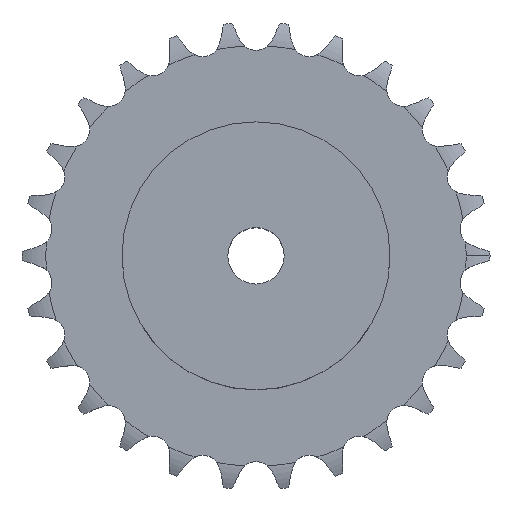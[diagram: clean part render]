
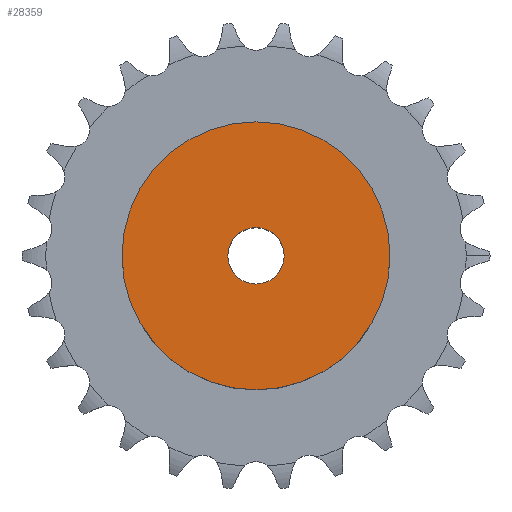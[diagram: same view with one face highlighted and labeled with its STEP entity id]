
A CAD part, top view. The second image highlights one B-rep face of the part: STEP entity #28359.
In plain terms, the highlighted planar face has unit normal (0, 0, 1).
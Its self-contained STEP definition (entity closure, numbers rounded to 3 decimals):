
#3516 = CYLINDRICAL_SURFACE('',#3517,47.5);
#3517 = AXIS2_PLACEMENT_3D('',#3518,#3519,#3520);
#3518 = CARTESIAN_POINT('',(0.,0.,0.));
#3519 = DIRECTION('',(-0.,-0.,-1.));
#3520 = DIRECTION('',(1.,0.,0.));
#17950 = VERTEX_POINT('',#17951);
#17951 = CARTESIAN_POINT('',(47.5,0.,40.));
#17972 = EDGE_CURVE('',#17950,#17950,#17973,.T.);
#17973 = SURFACE_CURVE('',#17974,(#17979,#17986),.PCURVE_S1.);
#17974 = CIRCLE('',#17975,47.5);
#17975 = AXIS2_PLACEMENT_3D('',#17976,#17977,#17978);
#17976 = CARTESIAN_POINT('',(0.,0.,40.));
#17977 = DIRECTION('',(0.,0.,1.));
#17978 = DIRECTION('',(1.,0.,0.));
#17979 = PCURVE('',#3516,#17980);
#17980 = DEFINITIONAL_REPRESENTATION('',(#17981),#17985);
#17981 = LINE('',#17982,#17983);
#17982 = CARTESIAN_POINT('',(-0.,-40.));
#17983 = VECTOR('',#17984,1.);
#17984 = DIRECTION('',(-1.,0.));
#17985 = ( GEOMETRIC_REPRESENTATION_CONTEXT(2) 
PARAMETRIC_REPRESENTATION_CONTEXT() REPRESENTATION_CONTEXT('2D SPACE',''
  ) );
#17986 = PCURVE('',#17987,#17992);
#17987 = PLANE('',#17988);
#17988 = AXIS2_PLACEMENT_3D('',#17989,#17990,#17991);
#17989 = CARTESIAN_POINT('',(0.,0.,40.)
  );
#17990 = DIRECTION('',(0.,0.,1.));
#17991 = DIRECTION('',(1.,0.,0.));
#17992 = DEFINITIONAL_REPRESENTATION('',(#17993),#17997);
#17993 = CIRCLE('',#17994,47.5);
#17994 = AXIS2_PLACEMENT_2D('',#17995,#17996);
#17995 = CARTESIAN_POINT('',(0.,0.));
#17996 = DIRECTION('',(1.,0.));
#17997 = ( GEOMETRIC_REPRESENTATION_CONTEXT(2) 
PARAMETRIC_REPRESENTATION_CONTEXT() REPRESENTATION_CONTEXT('2D SPACE',''
  ) );
#24096 = CYLINDRICAL_SURFACE('',#24097,10.);
#24097 = AXIS2_PLACEMENT_3D('',#24098,#24099,#24100);
#24098 = CARTESIAN_POINT('',(0.,0.,254.78));
#24099 = DIRECTION('',(0.,0.,1.));
#24100 = DIRECTION('',(1.,0.,0.));
#28359 = ADVANCED_FACE('',(#28360,#28363),#17987,.T.);
#28360 = FACE_BOUND('',#28361,.T.);
#28361 = EDGE_LOOP('',(#28362));
#28362 = ORIENTED_EDGE('',*,*,#17972,.T.);
#28363 = FACE_BOUND('',#28364,.T.);
#28364 = EDGE_LOOP('',(#28365));
#28365 = ORIENTED_EDGE('',*,*,#28366,.F.);
#28366 = EDGE_CURVE('',#28367,#28367,#28369,.T.);
#28367 = VERTEX_POINT('',#28368);
#28368 = CARTESIAN_POINT('',(10.,0.,40.));
#28369 = SURFACE_CURVE('',#28370,(#28375,#28382),.PCURVE_S1.);
#28370 = CIRCLE('',#28371,10.);
#28371 = AXIS2_PLACEMENT_3D('',#28372,#28373,#28374);
#28372 = CARTESIAN_POINT('',(0.,0.,40.));
#28373 = DIRECTION('',(0.,0.,1.));
#28374 = DIRECTION('',(1.,0.,0.));
#28375 = PCURVE('',#17987,#28376);
#28376 = DEFINITIONAL_REPRESENTATION('',(#28377),#28381);
#28377 = CIRCLE('',#28378,10.);
#28378 = AXIS2_PLACEMENT_2D('',#28379,#28380);
#28379 = CARTESIAN_POINT('',(0.,0.));
#28380 = DIRECTION('',(1.,0.));
#28381 = ( GEOMETRIC_REPRESENTATION_CONTEXT(2) 
PARAMETRIC_REPRESENTATION_CONTEXT() REPRESENTATION_CONTEXT('2D SPACE',''
  ) );
#28382 = PCURVE('',#24096,#28383);
#28383 = DEFINITIONAL_REPRESENTATION('',(#28384),#28388);
#28384 = LINE('',#28385,#28386);
#28385 = CARTESIAN_POINT('',(0.,-214.78));
#28386 = VECTOR('',#28387,1.);
#28387 = DIRECTION('',(1.,0.));
#28388 = ( GEOMETRIC_REPRESENTATION_CONTEXT(2) 
PARAMETRIC_REPRESENTATION_CONTEXT() REPRESENTATION_CONTEXT('2D SPACE',''
  ) );
